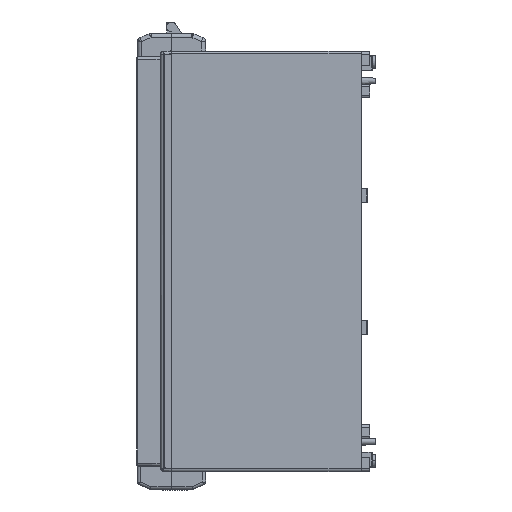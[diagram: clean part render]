
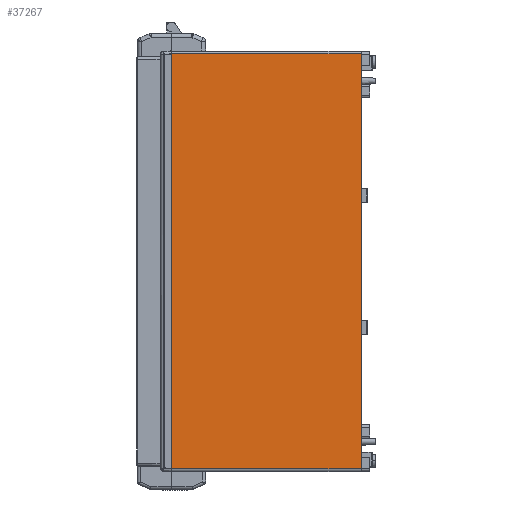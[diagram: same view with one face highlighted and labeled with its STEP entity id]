
A CAD part, left-side view. The second image highlights one B-rep face of the part: STEP entity #37267.
In plain terms, the highlighted planar face has unit normal (-1, 0, 0).
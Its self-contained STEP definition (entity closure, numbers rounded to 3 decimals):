
#17137 = LINE ( 'NONE', #17139, #86754 ) ;
#17139 = CARTESIAN_POINT ( 'NONE',  ( 1160.836, 132.144, 22.11 ) ) ;
#17141 = DIRECTION ( 'NONE',  ( 0., 0., 1. ) ) ;
#19322 = EDGE_LOOP ( 'NONE', ( #28289, #28290, #28291, #28293 ) ) ;
#23047 = EDGE_CURVE ( 'NONE', #65985, #65986, #17137, .T. ) ;
#23312 = EDGE_CURVE ( 'NONE', #66163, #65985, #62457, .T. ) ;
#23313 = EDGE_CURVE ( 'NONE', #66163, #66164, #25103, .T. ) ;
#23314 = EDGE_CURVE ( 'NONE', #65986, #66164, #62450, .T. ) ;
#25098 = CARTESIAN_POINT ( 'NONE',  ( 1160.836, -1.356, -123.89 ) ) ;
#25099 = CARTESIAN_POINT ( 'NONE',  ( 1160.836, 43.144, -123.89 ) ) ;
#25100 = CARTESIAN_POINT ( 'NONE',  ( 1160.836, 87.644, -123.89 ) ) ;
#25101 = CARTESIAN_POINT ( 'NONE',  ( 1160.836, 132.144, -123.89 ) ) ;
#25102 = CARTESIAN_POINT ( 'NONE',  ( 1160.836, 132.144, 168.11 ) ) ;
#25103 = LINE ( 'NONE', #25104, #86917 ) ;
#25104 = CARTESIAN_POINT ( 'NONE',  ( 1160.836, -1.356, 22.11 ) ) ;
#25105 = DIRECTION ( 'NONE',  ( 0., 0., 1. ) ) ;
#25106 = CARTESIAN_POINT ( 'NONE',  ( 1160.836, 87.644, 168.11 ) ) ;
#25107 = CARTESIAN_POINT ( 'NONE',  ( 1160.836, 43.144, 168.11 ) ) ;
#25108 = CARTESIAN_POINT ( 'NONE',  ( 1160.836, -1.356, 168.11 ) ) ;
#28289 = ORIENTED_EDGE ( 'NONE', *, *, #23047, .F. ) ;
#28290 = ORIENTED_EDGE ( 'NONE', *, *, #23312, .F. ) ;
#28291 = ORIENTED_EDGE ( 'NONE', *, *, #23313, .T. ) ;
#28293 = ORIENTED_EDGE ( 'NONE', *, *, #23314, .F. ) ;
#35834 = FACE_OUTER_BOUND ( 'NONE', #19322, .T. ) ;
#35842 = AXIS2_PLACEMENT_3D ( 'NONE', #52123, #52124, #52125 ) ;
#37267 = ADVANCED_FACE ( 'NONE', ( #35834 ), #52122, .F. ) ;
#52122 = PLANE ( 'NONE',  #35842 ) ;
#52123 = CARTESIAN_POINT ( 'NONE',  ( 1160.836, 65.394, 22.11 ) ) ;
#52124 = DIRECTION ( 'NONE',  ( 1., 0., 0. ) ) ;
#52125 = DIRECTION ( 'NONE',  ( 0., 0., -1. ) ) ;
#62450 = B_SPLINE_CURVE_WITH_KNOTS ( 'NONE', 3,
 ( #25102, #25106, #25107, #25108 ),
 .UNSPECIFIED., .F., .F.,
 ( 4, 4 ),
 ( 0., 1. ),
 .UNSPECIFIED. ) ;
#62457 = B_SPLINE_CURVE_WITH_KNOTS ( 'NONE', 3,
 ( #25098, #25099, #25100, #25101 ),
 .UNSPECIFIED., .F., .F.,
 ( 4, 4 ),
 ( 0., 1. ),
 .UNSPECIFIED. ) ;
#65985 = VERTEX_POINT ( 'NONE', #76469 ) ;
#65986 = VERTEX_POINT ( 'NONE', #76470 ) ;
#66163 = VERTEX_POINT ( 'NONE', #76647 ) ;
#66164 = VERTEX_POINT ( 'NONE', #76648 ) ;
#76469 = CARTESIAN_POINT ( 'NONE',  ( 1160.836, 132.144, -123.89 ) ) ;
#76470 = CARTESIAN_POINT ( 'NONE',  ( 1160.836, 132.144, 168.11 ) ) ;
#76647 = CARTESIAN_POINT ( 'NONE',  ( 1160.836, -1.356, -123.89 ) ) ;
#76648 = CARTESIAN_POINT ( 'NONE',  ( 1160.836, -1.356, 168.11 ) ) ;
#86754 = VECTOR ( 'NONE', #17141, 1000. ) ;
#86917 = VECTOR ( 'NONE', #25105, 1000. ) ;
